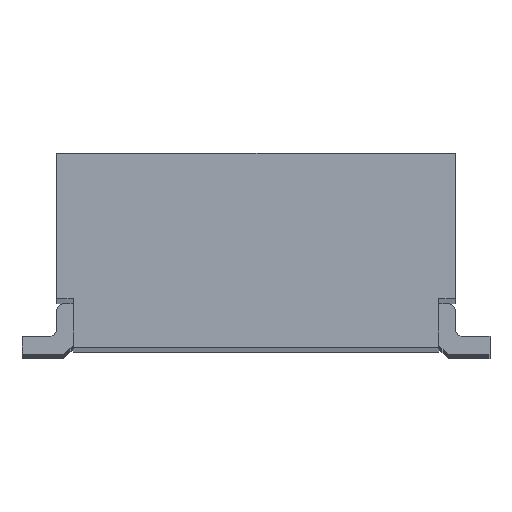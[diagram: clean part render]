
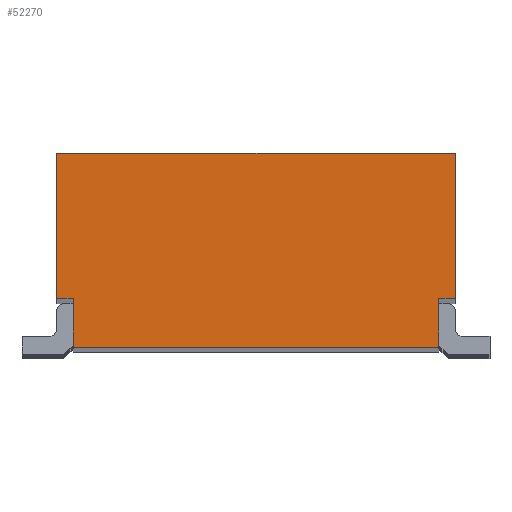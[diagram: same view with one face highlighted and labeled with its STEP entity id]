
A CAD part, top view. The second image highlights one B-rep face of the part: STEP entity #52270.
In plain terms, the highlighted planar face has unit normal (0, 0, 1).
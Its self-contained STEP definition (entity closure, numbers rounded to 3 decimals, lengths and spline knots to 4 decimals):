
#8590=CARTESIAN_POINT('',(-1.32,0.,5.185));
#8600=VERTEX_POINT('',#8590);
#8630=CARTESIAN_POINT('',(0.,0.,
5.185));
#8640=DIRECTION('',(-1.,0.,0.));
#8650=VECTOR('',#8640,1.);
#8660=LINE('',#8630,#8650);
#8670=CARTESIAN_POINT('',(1.32,0.,5.185));
#8680=VERTEX_POINT('',#8670);
#8690=EDGE_CURVE('',#8680,#8600,#8660,.T.);
#9840=CARTESIAN_POINT('',(-1.44,1.4,5.185));
#9850=VERTEX_POINT('',#9840);
#10230=CARTESIAN_POINT('',(1.44,1.4,5.185));
#10240=VERTEX_POINT('',#10230);
#10270=CARTESIAN_POINT('',(0.,1.4,5.185));
#10280=DIRECTION('',(1.,0.,0.));
#10290=VECTOR('',#10280,1.);
#10300=LINE('',#10270,#10290);
#10310=EDGE_CURVE('',#9850,#10240,#10300,.T.);
#35520=CARTESIAN_POINT('',(1.32,0.35,5.185));
#35530=VERTEX_POINT('',#35520);
#35560=CARTESIAN_POINT('',(1.32,0.35,5.185));
#35570=DIRECTION('',(1.,0.,0.));
#35580=VECTOR('',#35570,1.);
#35590=LINE('',#35560,#35580);
#35600=CARTESIAN_POINT('',(1.44,0.35,5.185));
#35610=VERTEX_POINT('',#35600);
#35620=EDGE_CURVE('',#35530,#35610,#35590,.T.);
#35830=CARTESIAN_POINT('',(-1.32,0.35,5.185));
#35840=VERTEX_POINT('',#35830);
#35870=CARTESIAN_POINT('',(-1.32,0.,5.185));
#35880=DIRECTION('',(0.,1.,0.));
#35890=VECTOR('',#35880,1.);
#35900=LINE('',#35870,#35890);
#35910=EDGE_CURVE('',#8600,#35840,#35900,.T.);
#51900=CARTESIAN_POINT('',(1.32,0.,5.185));
#51910=DIRECTION('',(0.,0.,1.));
#51920=DIRECTION('',(1.,0.,0.));
#51930=AXIS2_PLACEMENT_3D('',#51900,#51910,#51920);
#51940=PLANE('',#51930);
#51950=ORIENTED_EDGE('',*,*,#35910,.F.);
#51960=CARTESIAN_POINT('',(-1.32,0.35,5.185));
#51970=DIRECTION('',(-1.,0.,0.));
#51980=VECTOR('',#51970,1.);
#51990=LINE('',#51960,#51980);
#52000=CARTESIAN_POINT('',(-1.44,0.35,5.185));
#52010=VERTEX_POINT('',#52000);
#52020=EDGE_CURVE('',#35840,#52010,#51990,.T.);
#52030=ORIENTED_EDGE('',*,*,#52020,.F.);
#52040=CARTESIAN_POINT('',(-1.44,0.35,5.185));
#52050=DIRECTION('',(0.,1.,0.));
#52060=VECTOR('',#52050,1.);
#52070=LINE('',#52040,#52060);
#52080=EDGE_CURVE('',#52010,#9850,#52070,.T.);
#52090=ORIENTED_EDGE('',*,*,#52080,.F.);
#52100=ORIENTED_EDGE('',*,*,#10310,.F.);
#52110=CARTESIAN_POINT('',(1.44,0.35,5.185));
#52120=DIRECTION('',(0.,1.,0.));
#52130=VECTOR('',#52120,1.);
#52140=LINE('',#52110,#52130);
#52150=EDGE_CURVE('',#35610,#10240,#52140,.T.);
#52160=ORIENTED_EDGE('',*,*,#52150,.T.);
#52170=ORIENTED_EDGE('',*,*,#35620,.T.);
#52180=CARTESIAN_POINT('',(1.32,0.,5.185));
#52190=DIRECTION('',(0.,-1.,0.));
#52200=VECTOR('',#52190,1.);
#52210=LINE('',#52180,#52200);
#52220=EDGE_CURVE('',#35530,#8680,#52210,.T.);
#52230=ORIENTED_EDGE('',*,*,#52220,.F.);
#52240=ORIENTED_EDGE('',*,*,#8690,.F.);
#52250=EDGE_LOOP('',(#52240,#52230,#52170,#52160,#52100,#52090,#52030,
#51950));
#52260=FACE_OUTER_BOUND('',#52250,.T.);
#52270=ADVANCED_FACE('',(#52260),#51940,.T.);
